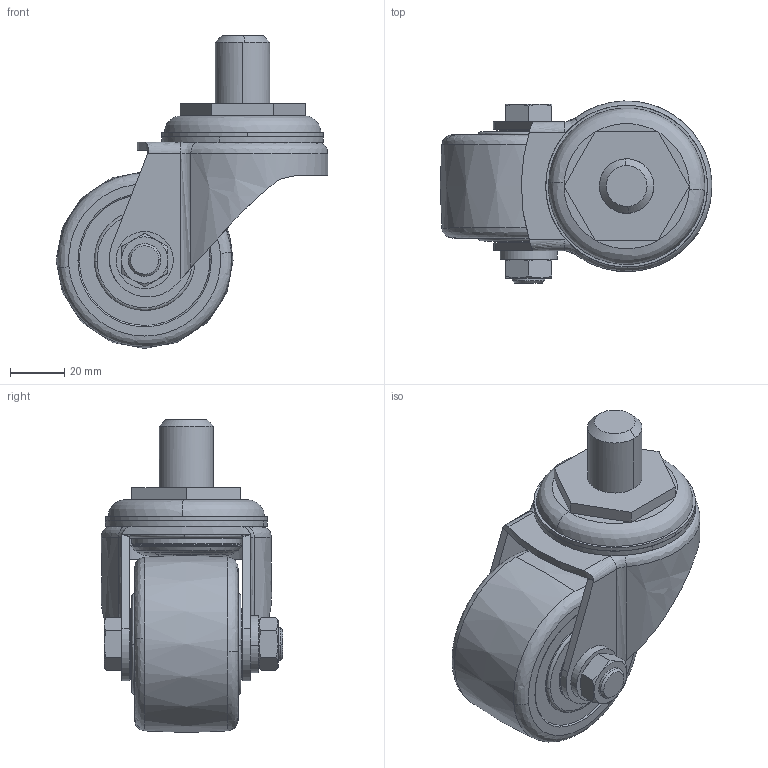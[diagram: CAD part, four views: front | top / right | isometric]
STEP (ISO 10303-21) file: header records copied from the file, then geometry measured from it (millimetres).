
FILE_DESCRIPTION((''),'2;1');
FILE_NAME('','2009-03-19T14:46:18',(''),(''),'','CADfix','');
FILE_SCHEMA(('AUTOMOTIVE_DESIGN { 1 0 10303 214 1 1 1 1 }'));
Length unit declared in the file: millimetre
Bounding box: 99.79 x 66.83 x 115 mm (x, y, z)
Volume: 201628.9 mm3; surface area: 45794.8 mm2
Topology: 4 solids, 4 shells, 213 faces, 656 edges, 472 vertices
Faces by surface type: bspline 213
Entity records: 9433 total; most frequent: CARTESIAN_POINT 5911, ORIENTED_EDGE 1308, EDGE_CURVE 654, VERTEX_POINT 471, EDGE_LOOP 241, FACE_OUTER_BOUND 212, ADVANCED_FACE 212, QUASI_UNIFORM_CURVE 163
